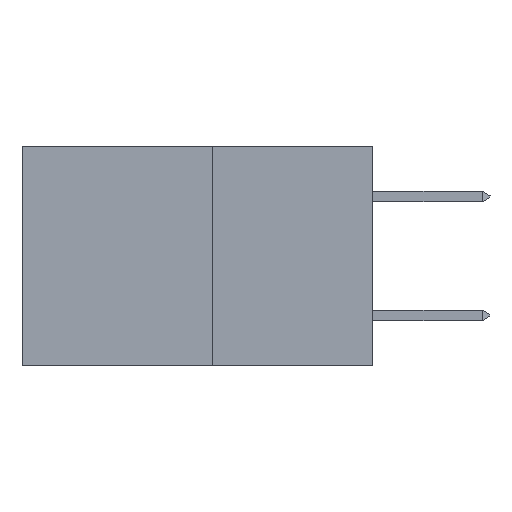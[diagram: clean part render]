
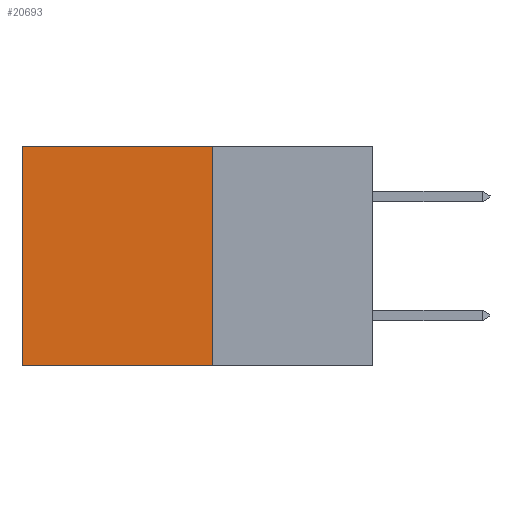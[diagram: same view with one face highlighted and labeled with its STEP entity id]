
A CAD part, left-side view. The second image highlights one B-rep face of the part: STEP entity #20693.
In plain terms, the highlighted planar face has unit normal (-1, 0, 0).
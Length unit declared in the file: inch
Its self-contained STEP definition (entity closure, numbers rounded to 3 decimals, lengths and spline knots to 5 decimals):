
#1436 = CARTESIAN_POINT ( 'NONE',  ( 0.277, 0.59, -0.37 ) ) ;
#1588 = EDGE_CURVE ( 'NONE', #25080, #19286, #10734, .T. ) ;
#2850 = ORIENTED_EDGE ( 'NONE', *, *, #25490, .F. ) ;
#3675 = CARTESIAN_POINT ( 'NONE',  ( 0.277, 0.27, -0.37 ) ) ;
#4985 = VECTOR ( 'NONE', #8718, 39.37008 ) ;
#5411 = CARTESIAN_POINT ( 'NONE',  ( 0.277, 0.59, 0. ) ) ;
#5898 = VERTEX_POINT ( 'NONE', #11118 ) ;
#6467 = EDGE_LOOP ( 'NONE', ( #26430, #13000, #2850, #13024 ) ) ;
#6563 = FACE_OUTER_BOUND ( 'NONE', #6467, .T. ) ;
#7876 = CARTESIAN_POINT ( 'NONE',  ( 0.277, 0.27, 0. ) ) ;
#8010 = CARTESIAN_POINT ( 'NONE',  ( 0.277, 0.27, 0. ) ) ;
#8060 = DIRECTION ( 'NONE',  ( 0., 0., -1. ) ) ;
#8438 = VECTOR ( 'NONE', #22058, 39.37008 ) ;
#8718 = DIRECTION ( 'NONE',  ( 0., 1., 0. ) ) ;
#10734 = LINE ( 'NONE', #7876, #4985 ) ;
#11118 = CARTESIAN_POINT ( 'NONE',  ( 0.277, 0.59, -0.37 ) ) ;
#11459 = CARTESIAN_POINT ( 'NONE',  ( 0.277, 0.27, -0.37 ) ) ;
#12369 = DIRECTION ( 'NONE',  ( 0., 0., -1. ) ) ;
#13000 = ORIENTED_EDGE ( 'NONE', *, *, #15456, .F. ) ;
#13024 = ORIENTED_EDGE ( 'NONE', *, *, #1588, .T. ) ;
#14222 = AXIS2_PLACEMENT_3D ( 'NONE', #3675, #24977, #12369 ) ;
#14742 = LINE ( 'NONE', #11459, #8438 ) ;
#15041 = LINE ( 'NONE', #22218, #25555 ) ;
#15456 = EDGE_CURVE ( 'NONE', #20868, #5898, #15041, .T. ) ;
#17459 = LINE ( 'NONE', #1436, #22387 ) ;
#19286 = VERTEX_POINT ( 'NONE', #5411 ) ;
#20693 = ADVANCED_FACE ( 'NONE', ( #6563 ), #22883, .F. ) ;
#20868 = VERTEX_POINT ( 'NONE', #27491 ) ;
#22058 = DIRECTION ( 'NONE',  ( 0., 0., -1. ) ) ;
#22218 = CARTESIAN_POINT ( 'NONE',  ( 0.277, 0.27, -0.37 ) ) ;
#22387 = VECTOR ( 'NONE', #8060, 39.37008 ) ;
#22883 = PLANE ( 'NONE',  #14222 ) ;
#23843 = EDGE_CURVE ( 'NONE', #19286, #5898, #17459, .T. ) ;
#24336 = DIRECTION ( 'NONE',  ( 0., 1., 0. ) ) ;
#24977 = DIRECTION ( 'NONE',  ( 1., 0., 0. ) ) ;
#25080 = VERTEX_POINT ( 'NONE', #8010 ) ;
#25490 = EDGE_CURVE ( 'NONE', #25080, #20868, #14742, .T. ) ;
#25555 = VECTOR ( 'NONE', #24336, 39.37008 ) ;
#26430 = ORIENTED_EDGE ( 'NONE', *, *, #23843, .T. ) ;
#27491 = CARTESIAN_POINT ( 'NONE',  ( 0.277, 0.27, -0.37 ) ) ;
